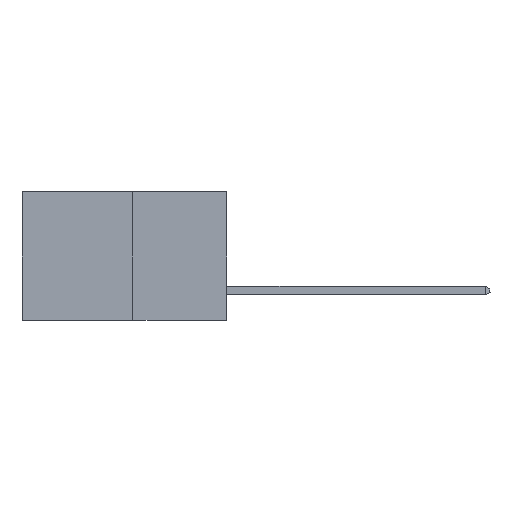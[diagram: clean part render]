
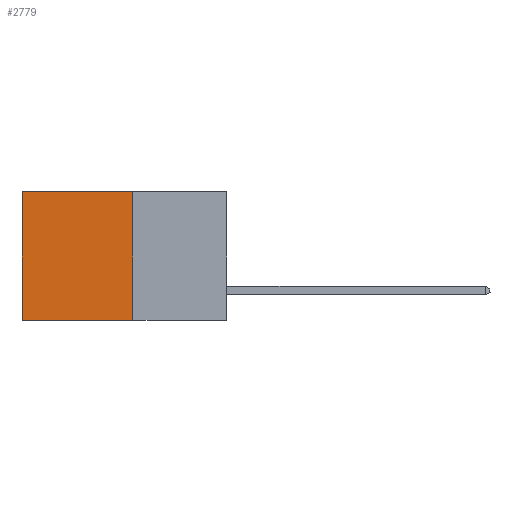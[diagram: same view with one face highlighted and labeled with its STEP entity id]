
A CAD part, left-side view. The second image highlights one B-rep face of the part: STEP entity #2779.
In plain terms, the highlighted planar face has unit normal (-1, 0, 0).
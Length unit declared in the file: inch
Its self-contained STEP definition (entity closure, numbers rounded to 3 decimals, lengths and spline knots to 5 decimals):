
#106 = EDGE_CURVE ( 'NONE', #319, #6512, #1661, .T. ) ;
#230 = ORIENTED_EDGE ( 'NONE', *, *, #106, .F. ) ;
#319 = VERTEX_POINT ( 'NONE', #9972 ) ;
#579 = EDGE_CURVE ( 'NONE', #4402, #5241, #10556, .T. ) ;
#702 = CARTESIAN_POINT ( 'NONE',  ( 0.277, 0.27, -0.37 ) ) ;
#704 = DIRECTION ( 'NONE',  ( 0., 0., -1. ) ) ;
#720 = DIRECTION ( 'NONE',  ( 1., 0., 0. ) ) ;
#970 = AXIS2_PLACEMENT_3D ( 'NONE', #702, #720, #704 ) ;
#1661 = LINE ( 'NONE', #9468, #13011 ) ;
#1775 = DIRECTION ( 'NONE',  ( 0., 1., 0. ) ) ;
#1809 = LINE ( 'NONE', #4295, #13466 ) ;
#1950 = CARTESIAN_POINT ( 'NONE',  ( 0.277, 0.27, 0. ) ) ;
#2779 = ADVANCED_FACE ( 'NONE', ( #10390 ), #8855, .F. ) ;
#2900 = ORIENTED_EDGE ( 'NONE', *, *, #11140, .T. ) ;
#4295 = CARTESIAN_POINT ( 'NONE',  ( 0.277, 0.59, -0.37 ) ) ;
#4402 = VERTEX_POINT ( 'NONE', #9775 ) ;
#4852 = DIRECTION ( 'NONE',  ( 0., 0., -1. ) ) ;
#4936 = EDGE_CURVE ( 'NONE', #4402, #319, #8302, .T. ) ;
#4952 = VECTOR ( 'NONE', #4852, 39.37008 ) ;
#5241 = VERTEX_POINT ( 'NONE', #5788 ) ;
#5495 = CARTESIAN_POINT ( 'NONE',  ( 0.277, 0.27, -0.37 ) ) ;
#5788 = CARTESIAN_POINT ( 'NONE',  ( 0.277, 0.59, 0. ) ) ;
#6267 = ORIENTED_EDGE ( 'NONE', *, *, #4936, .F. ) ;
#6512 = VERTEX_POINT ( 'NONE', #8178 ) ;
#8178 = CARTESIAN_POINT ( 'NONE',  ( 0.277, 0.59, -0.37 ) ) ;
#8302 = LINE ( 'NONE', #5495, #4952 ) ;
#8855 = PLANE ( 'NONE',  #970 ) ;
#9323 = DIRECTION ( 'NONE',  ( 0., 1., 0. ) ) ;
#9468 = CARTESIAN_POINT ( 'NONE',  ( 0.277, 0.27, -0.37 ) ) ;
#9703 = ORIENTED_EDGE ( 'NONE', *, *, #579, .T. ) ;
#9775 = CARTESIAN_POINT ( 'NONE',  ( 0.277, 0.27, 0. ) ) ;
#9972 = CARTESIAN_POINT ( 'NONE',  ( 0.277, 0.27, -0.37 ) ) ;
#10204 = VECTOR ( 'NONE', #1775, 39.37008 ) ;
#10390 = FACE_OUTER_BOUND ( 'NONE', #11881, .T. ) ;
#10556 = LINE ( 'NONE', #1950, #10204 ) ;
#11140 = EDGE_CURVE ( 'NONE', #5241, #6512, #1809, .T. ) ;
#11881 = EDGE_LOOP ( 'NONE', ( #2900, #230, #6267, #9703 ) ) ;
#13011 = VECTOR ( 'NONE', #9323, 39.37008 ) ;
#13339 = DIRECTION ( 'NONE',  ( 0., 0., -1. ) ) ;
#13466 = VECTOR ( 'NONE', #13339, 39.37008 ) ;
